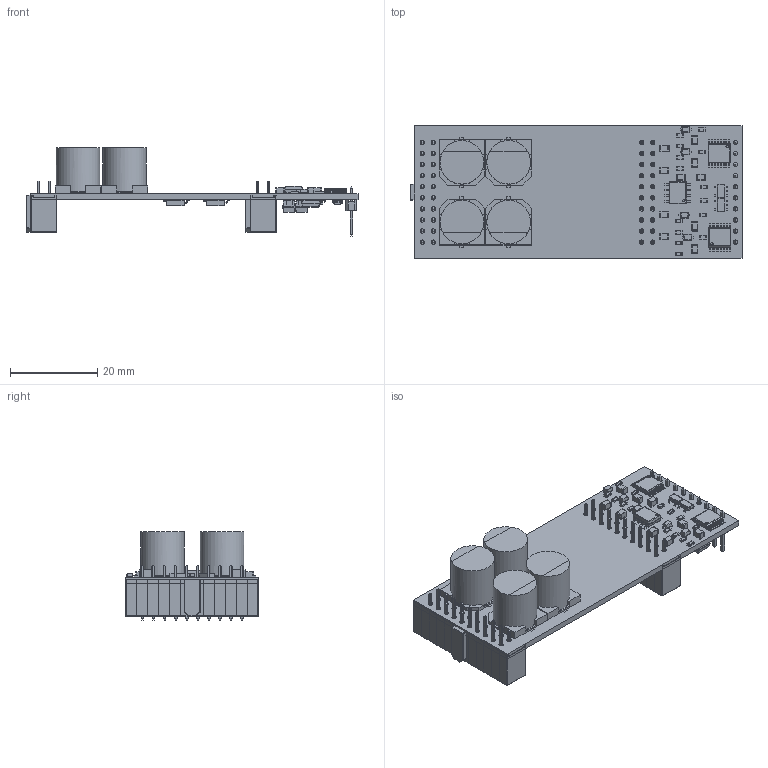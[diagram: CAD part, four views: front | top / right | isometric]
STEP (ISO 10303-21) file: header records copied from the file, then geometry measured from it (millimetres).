
FILE_DESCRIPTION(('Open CASCADE Model'),'2;1');
FILE_NAME('Open CASCADE Shape Model','2020-07-12T14:03:02',('Author'),( 'Open CASCADE'),'Open CASCADE STEP processor 6.8','Open CASCADE 6.8' ,'Unknown');
FILE_SCHEMA(('AUTOMOTIVE_DESIGN { 1 0 10303 214 1 1 1 1 }'));
Length unit declared in the file: millimetre
Products named in the file (160): PCB; Board; Open CASCADE STEP translator 6.8 2.1.1; Q3_2; 6388897632; Body; Open_CASCADE_STEP_translator_6.8_51.1.1; Leader; Q3_1; U6; 6373771680; Open_CASCADE_STEP_translator_6.8_4.1; Open_CASCADE_STEP_translator_6.8_4.2.1; U5_2; 6373781040; Open_CASCADE_STEP_translator_6.8_12.1; Open_CASCADE_STEP_translator_6.8_12.2.1; U5_1; 6373784160; U4_2; 6373782080; Open_CASCADE_STEP_translator_6.8_64.1.1; U4_1; U3_2; 6373775360; Open_CASCADE_STEP_translator_6.8_42.1; Open_CASCADE_STEP_translator_6.8_42.2.1; U3_1; U2_2; 6388891792; Open_CASCADE_STEP_translator_6.8_20.1.1; U2_1; 6373780800; U1_4; U1_3; U1_2; U1_1; R4_2; 6373781920; Mid_Body ...
Assembly tree (317 placements, depth 5):
  PCB
    Board
      Open CASCADE STEP translator 6.8 2.1.1
    Q3_2
      6388897632
        Body
          Open_CASCADE_STEP_translator_6.8_51.1.1
        Leader  x6
    Q3_1
      6388897632
        Body
          Open_CASCADE_STEP_translator_6.8_51.1.1
        Leader  x6
    U6
      6373771680
        Open_CASCADE_STEP_translator_6.8_4.1
        Body
          Open_CASCADE_STEP_translator_6.8_4.2.1
        Leader  x8
    U5_2
      6373781040
        Open_CASCADE_STEP_translator_6.8_12.1
        Body
          Open_CASCADE_STEP_translator_6.8_12.2.1
        Leader  x16
    U5_1
      6373784160
        Open_CASCADE_STEP_translator_6.8_12.1
        Body
          Open_CASCADE_STEP_translator_6.8_12.2.1
        Leader  x16
    U4_2
      6373782080
        Body
          Open_CASCADE_STEP_translator_6.8_64.1.1
        Leader  x5
    U4_1
      6373782080
        Body
          Open_CASCADE_STEP_translator_6.8_64.1.1
        Leader  x5
    U3_2
      6373775360
        Open_CASCADE_STEP_translator_6.8_42.1
        Body
          Open_CASCADE_STEP_translator_6.8_42.2.1
        Leader  x8
    U3_1
      6373775360
        Open_CASCADE_STEP_translator_6.8_42.1
        Body
          Open_CASCADE_STEP_translator_6.8_42.2.1
        Leader  x8
    U2_2
      6388891792
        Body
          Open_CASCADE_STEP_translator_6.8_20.1.1
        Leader  x6
    U2_1
      6373780800
Bounding box: 76.1 x 30.4 x 20.28 mm (x, y, z)
Volume: 14928 mm3; surface area: 25204.6 mm2
Topology: 530 solids, 551 shells, 16429 faces, 35596 edges, 19129 vertices
Faces by surface type: plane 7151, cylinder 6176, sphere 1742, bspline 1352, torus 8
Full cylindrical faces by diameter (mm): 0.3 x2, 0.5 x5, 0.562 x2, 0.625 x8, 1 x50, 8.75 x4, 10 x4
Entity records: 48420 total; most frequent: CARTESIAN_POINT 13989, DIRECTION 6869, ORIENTED_EDGE 6009, EDGE_CURVE 3010, AXIS2_PLACEMENT_3D 2531, LINE 1807, VECTOR 1807, VERTEX_POINT 1675
